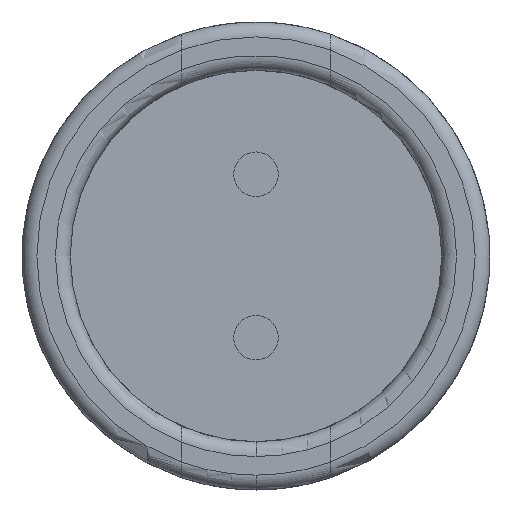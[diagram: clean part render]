
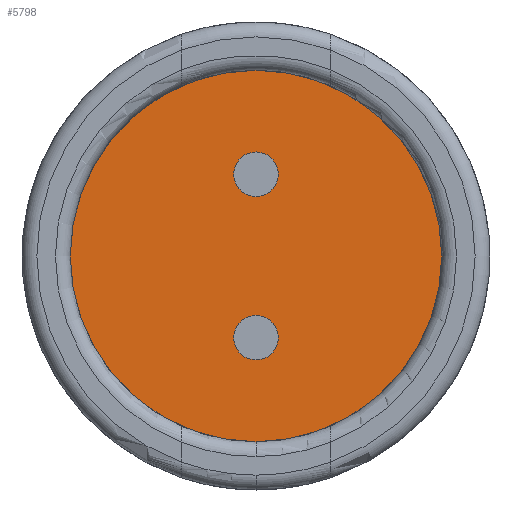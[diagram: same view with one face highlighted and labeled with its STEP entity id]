
A CAD part, left-side view. The second image highlights one B-rep face of the part: STEP entity #5798.
In plain terms, the highlighted planar face has unit normal (-1, 0, 0).
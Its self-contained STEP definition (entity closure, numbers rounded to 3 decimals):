
#156 = ORIENTED_EDGE ( 'NONE', *, *, #6209, .F. ) ;
#189 = ORIENTED_EDGE ( 'NONE', *, *, #316, .F. ) ;
#248 = CARTESIAN_POINT ( 'NONE',  ( 0.3, 0., 0. ) ) ;
#315 = AXIS2_PLACEMENT_3D ( 'NONE', #3183, #3103, #713 ) ;
#316 = EDGE_CURVE ( 'NONE', #1647, #2908, #2942, .T. ) ;
#356 = ORIENTED_EDGE ( 'NONE', *, *, #4682, .F. ) ;
#391 = AXIS2_PLACEMENT_3D ( 'NONE', #248, #1683, #2222 ) ;
#450 = PLANE ( 'NONE',  #3185 ) ;
#642 = CARTESIAN_POINT ( 'NONE',  ( 0.3, 0., 0. ) ) ;
#713 = DIRECTION ( 'NONE',  ( 0., 0., -1. ) ) ;
#732 = CIRCLE ( 'NONE', #315, 0.3 ) ;
#835 = EDGE_CURVE ( 'NONE', #2756, #892, #1718, .T. ) ;
#892 = VERTEX_POINT ( 'NONE', #4188 ) ;
#962 = FACE_BOUND ( 'NONE', #4239, .T. ) ;
#1236 = VERTEX_POINT ( 'NONE', #6257 ) ;
#1647 = VERTEX_POINT ( 'NONE', #1865 ) ;
#1666 = CARTESIAN_POINT ( 'NONE',  ( 0.3, 0., -1.4 ) ) ;
#1683 = DIRECTION ( 'NONE',  ( -1., 0., 0. ) ) ;
#1718 = CIRCLE ( 'NONE', #391, 2.5 ) ;
#1763 = CARTESIAN_POINT ( 'NONE',  ( 0.3, 0., -2.5 ) ) ;
#1865 = CARTESIAN_POINT ( 'NONE',  ( 0.3, 0., 1.4 ) ) ;
#1923 = DIRECTION ( 'NONE',  ( -1., 0., 0. ) ) ;
#2176 = AXIS2_PLACEMENT_3D ( 'NONE', #642, #4114, #6031 ) ;
#2222 = DIRECTION ( 'NONE',  ( 0., 0., 1. ) ) ;
#2236 = EDGE_CURVE ( 'NONE', #1236, #3914, #4152, .T. ) ;
#2335 = CARTESIAN_POINT ( 'NONE',  ( 0.3, 0., 1.1 ) ) ;
#2371 = EDGE_LOOP ( 'NONE', ( #356, #2603 ) ) ;
#2391 = CARTESIAN_POINT ( 'NONE',  ( 0.3, 0., 0. ) ) ;
#2603 = ORIENTED_EDGE ( 'NONE', *, *, #2236, .F. ) ;
#2756 = VERTEX_POINT ( 'NONE', #1763 ) ;
#2901 = CARTESIAN_POINT ( 'NONE',  ( 0.3, 0., -1.1 ) ) ;
#2908 = VERTEX_POINT ( 'NONE', #4689 ) ;
#2942 = CIRCLE ( 'NONE', #3717, 0.3 ) ;
#3088 = ORIENTED_EDGE ( 'NONE', *, *, #835, .T. ) ;
#3103 = DIRECTION ( 'NONE',  ( -1., 0., 0. ) ) ;
#3183 = CARTESIAN_POINT ( 'NONE',  ( 0.3, 0., 1.1 ) ) ;
#3185 = AXIS2_PLACEMENT_3D ( 'NONE', #2391, #1923, #3841 ) ;
#3609 = DIRECTION ( 'NONE',  ( -1., 0., 0. ) ) ;
#3699 = DIRECTION ( 'NONE',  ( 0., 0., 1. ) ) ;
#3717 = AXIS2_PLACEMENT_3D ( 'NONE', #2335, #5680, #5715 ) ;
#3841 = DIRECTION ( 'NONE',  ( 0., 0., 1. ) ) ;
#3856 = AXIS2_PLACEMENT_3D ( 'NONE', #4619, #3609, #3699 ) ;
#3914 = VERTEX_POINT ( 'NONE', #1666 ) ;
#4114 = DIRECTION ( 'NONE',  ( -1., 0., 0. ) ) ;
#4152 = CIRCLE ( 'NONE', #5769, 0.3 ) ;
#4188 = CARTESIAN_POINT ( 'NONE',  ( 0.3, 0., 2.5 ) ) ;
#4239 = EDGE_LOOP ( 'NONE', ( #156, #189 ) ) ;
#4619 = CARTESIAN_POINT ( 'NONE',  ( 0.3, 0., -1.1 ) ) ;
#4682 = EDGE_CURVE ( 'NONE', #3914, #1236, #5271, .T. ) ;
#4689 = CARTESIAN_POINT ( 'NONE',  ( 0.3, 0., 0.8 ) ) ;
#4901 = DIRECTION ( 'NONE',  ( -1., 0., 0. ) ) ;
#5174 = ORIENTED_EDGE ( 'NONE', *, *, #5678, .T. ) ;
#5271 = CIRCLE ( 'NONE', #3856, 0.3 ) ;
#5409 = CIRCLE ( 'NONE', #2176, 2.5 ) ;
#5678 = EDGE_CURVE ( 'NONE', #892, #2756, #5409, .T. ) ;
#5680 = DIRECTION ( 'NONE',  ( -1., 0., 0. ) ) ;
#5715 = DIRECTION ( 'NONE',  ( 0., 0., -1. ) ) ;
#5769 = AXIS2_PLACEMENT_3D ( 'NONE', #2901, #4901, #5874 ) ;
#5798 = ADVANCED_FACE ( 'NONE', ( #962, #6263, #5881 ), #450, .T. ) ;
#5874 = DIRECTION ( 'NONE',  ( 0., 0., 1. ) ) ;
#5881 = FACE_OUTER_BOUND ( 'NONE', #6177, .T. ) ;
#6031 = DIRECTION ( 'NONE',  ( 0., 0., 1. ) ) ;
#6177 = EDGE_LOOP ( 'NONE', ( #5174, #3088 ) ) ;
#6209 = EDGE_CURVE ( 'NONE', #2908, #1647, #732, .T. ) ;
#6257 = CARTESIAN_POINT ( 'NONE',  ( 0.3, 0., -0.8 ) ) ;
#6263 = FACE_BOUND ( 'NONE', #2371, .T. ) ;
